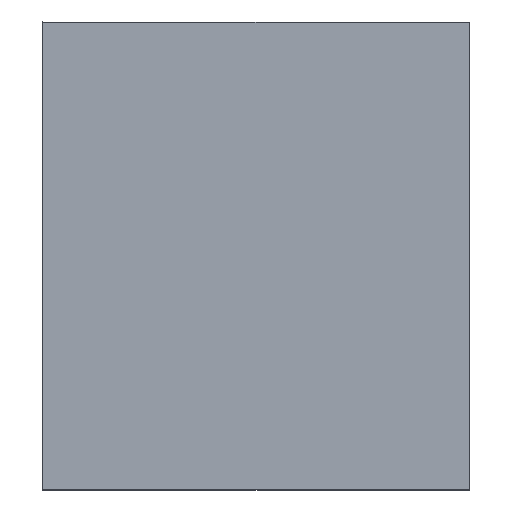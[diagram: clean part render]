
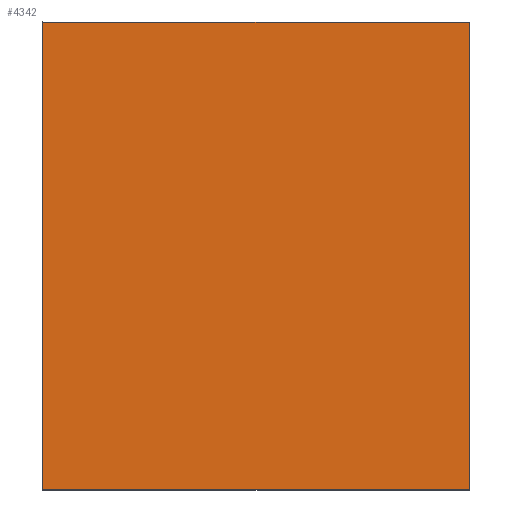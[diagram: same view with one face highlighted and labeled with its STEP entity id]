
A CAD part, top view. The second image highlights one B-rep face of the part: STEP entity #4342.
In plain terms, the highlighted planar face has unit normal (0, 0, 1).
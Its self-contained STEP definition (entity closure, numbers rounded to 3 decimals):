
#4334=AXIS2_PLACEMENT_3D('Plane Axis2P3D',#4331,#4332,#4333) ;
#157=CARTESIAN_POINT('Vertex',(0.,9.2,10.9)) ;
#160=CARTESIAN_POINT('Line Origine',(4.2,9.2,10.9)) ;
#164=CARTESIAN_POINT('Vertex',(8.4,9.2,10.9)) ;
#497=CARTESIAN_POINT('Vertex',(0.,0.,10.9)) ;
#500=CARTESIAN_POINT('Line Origine',(0.,4.6,10.9)) ;
#518=CARTESIAN_POINT('Line Origine',(8.4,4.6,10.9)) ;
#522=CARTESIAN_POINT('Vertex',(8.4,0.,10.9)) ;
#1008=CARTESIAN_POINT('Line Origine',(4.2,0.,10.9)) ;
#4331=CARTESIAN_POINT('Axis2P3D Location',(-1.05,4.6,10.9)) ;
#161=DIRECTION('Vector Direction',(1.,0.,0.)) ;
#501=DIRECTION('Vector Direction',(0.,1.,0.)) ;
#519=DIRECTION('Vector Direction',(0.,-1.,0.)) ;
#1009=DIRECTION('Vector Direction',(1.,0.,0.)) ;
#4332=DIRECTION('Axis2P3D Direction',(0.,0.,-1.)) ;
#4333=DIRECTION('Axis2P3D XDirection',(0.,1.,0.)) ;
#162=VECTOR('Line Direction',#161,1.) ;
#502=VECTOR('Line Direction',#501,1.) ;
#520=VECTOR('Line Direction',#519,1.) ;
#1010=VECTOR('Line Direction',#1009,1.) ;
#4337=ORIENTED_EDGE('',*,*,#504,.F.) ;
#4338=ORIENTED_EDGE('',*,*,#1012,.T.) ;
#4339=ORIENTED_EDGE('',*,*,#524,.F.) ;
#4340=ORIENTED_EDGE('',*,*,#166,.F.) ;
#4342=ADVANCED_FACE('housing',(#4341),#4335,.F.) ;
#166=EDGE_CURVE('',#158,#165,#163,.T.) ;
#504=EDGE_CURVE('',#498,#158,#503,.T.) ;
#524=EDGE_CURVE('',#165,#523,#521,.T.) ;
#1012=EDGE_CURVE('',#498,#523,#1011,.T.) ;
#4336=EDGE_LOOP('',(#4337,#4338,#4339,#4340)) ;
#4341=FACE_OUTER_BOUND('',#4336,.T.) ;
#163=LINE('Line',#160,#162) ;
#503=LINE('Line',#500,#502) ;
#521=LINE('Line',#518,#520) ;
#1011=LINE('Line',#1008,#1010) ;
#4335=PLANE('',#4334) ;
#158=VERTEX_POINT('',#157) ;
#165=VERTEX_POINT('',#164) ;
#498=VERTEX_POINT('',#497) ;
#523=VERTEX_POINT('',#522) ;
